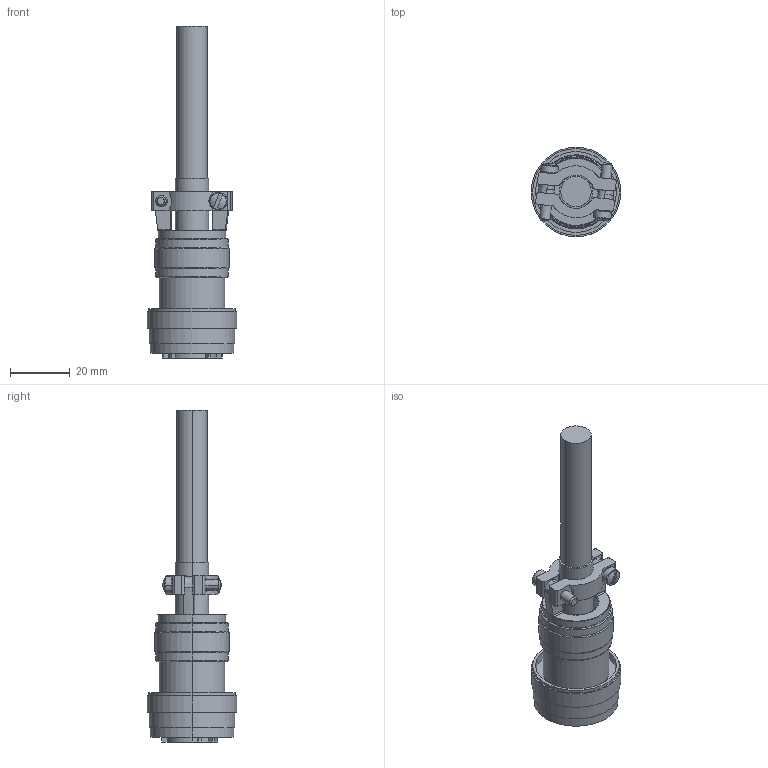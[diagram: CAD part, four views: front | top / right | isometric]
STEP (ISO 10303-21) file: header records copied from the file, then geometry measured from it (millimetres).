
FILE_DESCRIPTION(/* description */ ('Alibre Inc.'),/* implementation_level */ '2;1');
FILE_NAME(/* name */ 'export0',/* time_stamp */ '2010-02-04T17:05:09-08:00',/* author */ (''),/* organization */ (''),/* preprocessor_version */ 'ST-DEVELOPER v10',/* originating_system */ 'Alibre',/* authorisation */ '');
FILE_SCHEMA (('CONFIG_CONTROL_DESIGN'));
Length unit declared in the file: inch
Products named in the file (1): WRM 110232
Bounding box: 29.87 x 29.87 x 110.94 mm (x, y, z)
Volume: 25750.7 mm3; surface area: 12783 mm2
Topology: 1 solids, 1 shells, 318 faces, 797 edges, 515 vertices
Faces by surface type: cylinder 125, plane 99, bspline 49, cone 45
Entity records: 12076 total; most frequent: CARTESIAN_POINT 4633, ORIENTED_EDGE 1590, DIRECTION 1435, EDGE_CURVE 795, AXIS2_PLACEMENT_3D 627, VERTEX_POINT 515, EDGE_LOOP 362, FACE_BOUND 362
